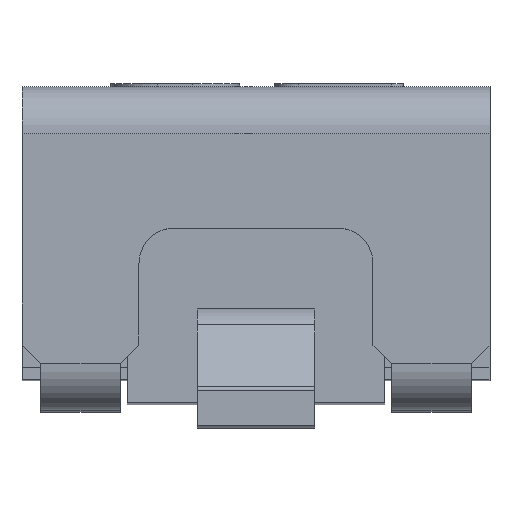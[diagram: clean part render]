
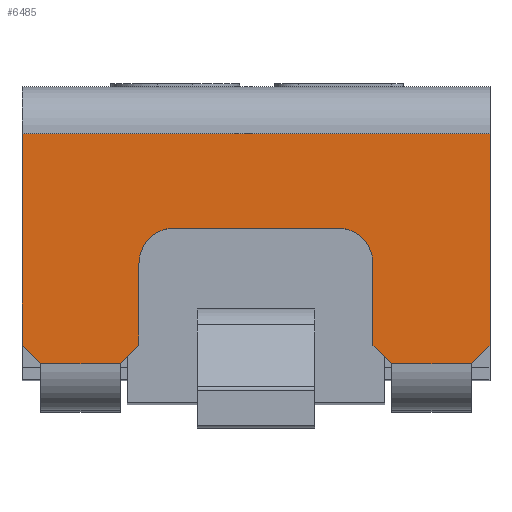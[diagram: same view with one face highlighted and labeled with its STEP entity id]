
A CAD part, top view. The second image highlights one B-rep face of the part: STEP entity #6485.
In plain terms, the highlighted planar face has unit normal (0, 0, 1).
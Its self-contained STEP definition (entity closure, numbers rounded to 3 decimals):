
#197=LINE('',#8568,#791);
#222=LINE('',#8622,#816);
#451=LINE('',#9116,#1045);
#462=LINE('',#9139,#1056);
#464=LINE('',#9143,#1058);
#467=LINE('',#9149,#1061);
#471=LINE('',#9163,#1065);
#474=LINE('',#9168,#1068);
#475=LINE('',#9170,#1069);
#477=LINE('',#9174,#1071);
#478=LINE('',#9175,#1072);
#479=LINE('',#9176,#1073);
#791=VECTOR('',#7167,1000.);
#816=VECTOR('',#7202,1000.);
#1045=VECTOR('',#7625,1000.);
#1056=VECTOR('',#7644,1000.);
#1058=VECTOR('',#7648,1000.);
#1061=VECTOR('',#7653,1000.);
#1065=VECTOR('',#7669,1000.);
#1068=VECTOR('',#7674,1000.);
#1069=VECTOR('',#7677,1000.);
#1071=VECTOR('',#7681,1000.);
#1072=VECTOR('',#7682,1000.);
#1073=VECTOR('',#7683,1000.);
#1967=ORIENTED_EDGE('',*,*,#2820,.T.);
#1968=ORIENTED_EDGE('',*,*,#3107,.T.);
#1969=ORIENTED_EDGE('',*,*,#3125,.T.);
#1970=ORIENTED_EDGE('',*,*,#3109,.T.);
#1971=ORIENTED_EDGE('',*,*,#3112,.T.);
#1972=ORIENTED_EDGE('',*,*,#3113,.F.);
#1973=ORIENTED_EDGE('',*,*,#3095,.T.);
#1974=ORIENTED_EDGE('',*,*,#3116,.F.);
#1975=ORIENTED_EDGE('',*,*,#3119,.T.);
#1976=ORIENTED_EDGE('',*,*,#3122,.T.);
#1977=ORIENTED_EDGE('',*,*,#3126,.T.);
#1978=ORIENTED_EDGE('',*,*,#3123,.T.);
#1979=ORIENTED_EDGE('',*,*,#2849,.T.);
#1980=ORIENTED_EDGE('',*,*,#3127,.T.);
#2820=EDGE_CURVE('',#3523,#3522,#197,.T.);
#2849=EDGE_CURVE('',#3547,#3546,#222,.T.);
#3095=EDGE_CURVE('',#3699,#3698,#451,.T.);
#3107=EDGE_CURVE('',#3522,#3706,#462,.T.);
#3109=EDGE_CURVE('',#3708,#3707,#464,.T.);
#3112=EDGE_CURVE('',#3707,#3709,#467,.T.);
#3113=EDGE_CURVE('',#3699,#3709,#3923,.T.);
#3116=EDGE_CURVE('',#3711,#3698,#3925,.T.);
#3119=EDGE_CURVE('',#3711,#3713,#471,.T.);
#3122=EDGE_CURVE('',#3713,#3714,#474,.T.);
#3123=EDGE_CURVE('',#3715,#3547,#475,.T.);
#3125=EDGE_CURVE('',#3706,#3708,#477,.T.);
#3126=EDGE_CURVE('',#3714,#3715,#478,.T.);
#3127=EDGE_CURVE('',#3546,#3523,#479,.T.);
#3522=VERTEX_POINT('',#8567);
#3523=VERTEX_POINT('',#8569);
#3546=VERTEX_POINT('',#8621);
#3547=VERTEX_POINT('',#8623);
#3698=VERTEX_POINT('',#9115);
#3699=VERTEX_POINT('',#9117);
#3706=VERTEX_POINT('',#9138);
#3707=VERTEX_POINT('',#9142);
#3708=VERTEX_POINT('',#9144);
#3709=VERTEX_POINT('',#9148);
#3711=VERTEX_POINT('',#9156);
#3713=VERTEX_POINT('',#9162);
#3714=VERTEX_POINT('',#9167);
#3715=VERTEX_POINT('',#9171);
#3923=CIRCLE('',#6786,0.15);
#3925=CIRCLE('',#6789,0.15);
#4108=EDGE_LOOP('',(#1967,#1968,#1969,#1970,#1971,#1972,#1973,#1974,#1975,
#1976,#1977,#1978,#1979,#1980));
#4382=FACE_BOUND('',#4108,.T.);
#4641=PLANE('',#6793);
#6485=ADVANCED_FACE('',(#4382),#4641,.T.);
#6786=AXIS2_PLACEMENT_3D('',#9151,#7656,#7657);
#6789=AXIS2_PLACEMENT_3D('',#9157,#7663,#7664);
#6793=AXIS2_PLACEMENT_3D('',#9173,#7679,#7680);
#7167=DIRECTION('',(0.,-1.,0.));
#7202=DIRECTION('',(0.,1.,0.));
#7625=DIRECTION('',(1.,0.,0.));
#7644=DIRECTION('',(0.707,-0.707,0.));
#7648=DIRECTION('',(0.707,0.707,0.));
#7653=DIRECTION('',(0.,1.,0.));
#7656=DIRECTION('',(0.,0.,1.));
#7657=DIRECTION('',(1.,0.,0.));
#7663=DIRECTION('',(0.,0.,1.));
#7664=DIRECTION('',(1.,0.,0.));
#7669=DIRECTION('',(0.,-1.,0.));
#7674=DIRECTION('',(0.707,-0.707,0.));
#7677=DIRECTION('',(0.707,0.707,0.));
#7679=DIRECTION('',(0.,0.,1.));
#7680=DIRECTION('',(1.,0.,0.));
#7681=DIRECTION('',(1.,0.,0.));
#7682=DIRECTION('',(1.,0.,0.));
#7683=DIRECTION('',(-1.,0.,0.));
#8567=CARTESIAN_POINT('',(-1.,0.246,2.35));
#8568=CARTESIAN_POINT('',(-1.,1.15,2.35));
#8569=CARTESIAN_POINT('',(-1.,1.15,2.35));
#8621=CARTESIAN_POINT('',(1.,1.15,2.35));
#8622=CARTESIAN_POINT('',(1.,0.246,2.35));
#8623=CARTESIAN_POINT('',(1.,0.246,2.35));
#9115=CARTESIAN_POINT('',(0.35,0.746,2.35));
#9116=CARTESIAN_POINT('',(-0.35,0.746,2.35));
#9117=CARTESIAN_POINT('',(-0.35,0.746,2.35));
#9138=CARTESIAN_POINT('',(-0.92,0.166,2.35));
#9139=CARTESIAN_POINT('',(-1.,0.246,2.35));
#9142=CARTESIAN_POINT('',(-0.5,0.246,2.35));
#9143=CARTESIAN_POINT('',(-0.58,0.166,2.35));
#9144=CARTESIAN_POINT('',(-0.58,0.166,2.35));
#9148=CARTESIAN_POINT('',(-0.5,0.596,2.35));
#9149=CARTESIAN_POINT('',(-0.5,0.246,2.35));
#9151=CARTESIAN_POINT('',(-0.35,0.596,2.35));
#9156=CARTESIAN_POINT('',(0.5,0.596,2.35));
#9157=CARTESIAN_POINT('',(0.35,0.596,2.35));
#9162=CARTESIAN_POINT('',(0.5,0.246,2.35));
#9163=CARTESIAN_POINT('',(0.5,0.596,2.35));
#9167=CARTESIAN_POINT('',(0.58,0.166,2.35));
#9168=CARTESIAN_POINT('',(0.5,0.246,2.35));
#9170=CARTESIAN_POINT('',(0.92,0.166,2.35));
#9171=CARTESIAN_POINT('',(0.92,0.166,2.35));
#9173=CARTESIAN_POINT('',(-0.35,0.596,2.35));
#9174=CARTESIAN_POINT('',(-0.92,0.166,2.35));
#9175=CARTESIAN_POINT('',(0.58,0.166,2.35));
#9176=CARTESIAN_POINT('',(1.,1.15,2.35));
